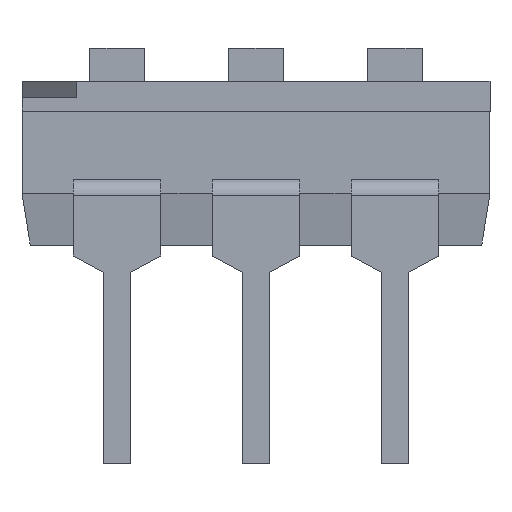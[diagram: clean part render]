
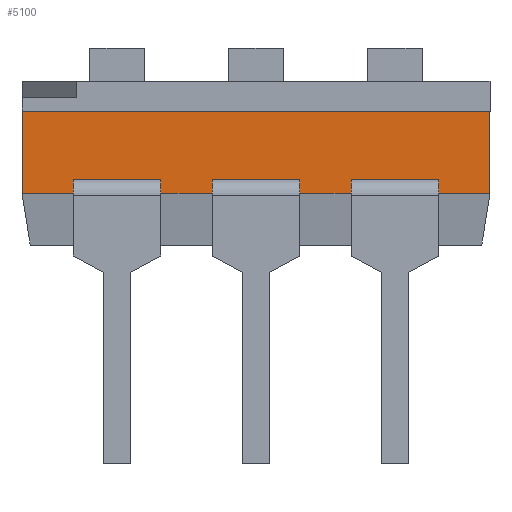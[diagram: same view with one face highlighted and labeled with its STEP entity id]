
A CAD part, front view. The second image highlights one B-rep face of the part: STEP entity #5100.
In plain terms, the highlighted planar face has unit normal (0, -1, 0).
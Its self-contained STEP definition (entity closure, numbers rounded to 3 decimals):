
#231=LINE('',#7826,#843);
#232=LINE('',#7829,#844);
#233=LINE('',#7831,#845);
#234=LINE('',#7833,#846);
#235=LINE('',#7835,#847);
#236=LINE('',#7837,#848);
#237=LINE('',#7838,#849);
#238=LINE('',#7840,#850);
#239=LINE('',#7842,#851);
#240=LINE('',#7844,#852);
#241=LINE('',#7846,#853);
#242=LINE('',#7848,#854);
#243=LINE('',#7850,#855);
#244=LINE('',#7852,#856);
#245=LINE('',#7854,#857);
#246=LINE('',#7856,#858);
#843=VECTOR('',#6478,1000.);
#844=VECTOR('',#6479,1000.);
#845=VECTOR('',#6480,1000.);
#846=VECTOR('',#6481,1000.);
#847=VECTOR('',#6482,1000.);
#848=VECTOR('',#6483,1000.);
#849=VECTOR('',#6484,1000.);
#850=VECTOR('',#6485,1000.);
#851=VECTOR('',#6486,1000.);
#852=VECTOR('',#6487,1000.);
#853=VECTOR('',#6488,1000.);
#854=VECTOR('',#6489,1000.);
#855=VECTOR('',#6490,1000.);
#856=VECTOR('',#6491,1000.);
#857=VECTOR('',#6492,1000.);
#858=VECTOR('',#6493,1000.);
#1458=ORIENTED_EDGE('',*,*,#2949,.T.);
#1459=ORIENTED_EDGE('',*,*,#2950,.T.);
#1460=ORIENTED_EDGE('',*,*,#2951,.T.);
#1461=ORIENTED_EDGE('',*,*,#2952,.F.);
#1462=ORIENTED_EDGE('',*,*,#2953,.F.);
#1463=ORIENTED_EDGE('',*,*,#2954,.T.);
#1464=ORIENTED_EDGE('',*,*,#2955,.T.);
#1465=ORIENTED_EDGE('',*,*,#2956,.F.);
#1466=ORIENTED_EDGE('',*,*,#2957,.T.);
#1467=ORIENTED_EDGE('',*,*,#2958,.T.);
#1468=ORIENTED_EDGE('',*,*,#2959,.T.);
#1469=ORIENTED_EDGE('',*,*,#2960,.F.);
#1470=ORIENTED_EDGE('',*,*,#2961,.T.);
#1471=ORIENTED_EDGE('',*,*,#2962,.T.);
#1472=ORIENTED_EDGE('',*,*,#2963,.T.);
#1473=ORIENTED_EDGE('',*,*,#2964,.F.);
#2949=EDGE_CURVE('',#3693,#3694,#231,.T.);
#2950=EDGE_CURVE('',#3694,#3695,#232,.T.);
#2951=EDGE_CURVE('',#3695,#3696,#233,.T.);
#2952=EDGE_CURVE('',#3697,#3696,#234,.T.);
#2953=EDGE_CURVE('',#3698,#3697,#235,.T.);
#2954=EDGE_CURVE('',#3698,#3664,#236,.T.);
#2955=EDGE_CURVE('',#3664,#3699,#237,.T.);
#2956=EDGE_CURVE('',#3700,#3699,#238,.T.);
#2957=EDGE_CURVE('',#3700,#3701,#239,.T.);
#2958=EDGE_CURVE('',#3701,#3702,#240,.T.);
#2959=EDGE_CURVE('',#3702,#3703,#241,.T.);
#2960=EDGE_CURVE('',#3704,#3703,#242,.T.);
#2961=EDGE_CURVE('',#3704,#3705,#243,.T.);
#2962=EDGE_CURVE('',#3705,#3706,#244,.T.);
#2963=EDGE_CURVE('',#3706,#3707,#245,.T.);
#2964=EDGE_CURVE('',#3693,#3707,#246,.T.);
#3664=VERTEX_POINT('',#7763);
#3693=VERTEX_POINT('',#7827);
#3694=VERTEX_POINT('',#7828);
#3695=VERTEX_POINT('',#7830);
#3696=VERTEX_POINT('',#7832);
#3697=VERTEX_POINT('',#7834);
#3698=VERTEX_POINT('',#7836);
#3699=VERTEX_POINT('',#7839);
#3700=VERTEX_POINT('',#7841);
#3701=VERTEX_POINT('',#7843);
#3702=VERTEX_POINT('',#7845);
#3703=VERTEX_POINT('',#7847);
#3704=VERTEX_POINT('',#7849);
#3705=VERTEX_POINT('',#7851);
#3706=VERTEX_POINT('',#7853);
#3707=VERTEX_POINT('',#7855);
#4218=EDGE_LOOP('',(#1458,#1459,#1460,#1461,#1462,#1463,#1464,#1465,#1466,
#1467,#1468,#1469,#1470,#1471,#1472,#1473));
#4540=FACE_BOUND('',#4218,.T.);
#4861=PLANE('',#6073);
#5100=ADVANCED_FACE('',(#4540),#4861,.F.);
#6073=AXIS2_PLACEMENT_3D('',#7825,#6476,#6477);
#6476=DIRECTION('',(0.,1.,0.));
#6477=DIRECTION('',(0.,0.,1.));
#6478=DIRECTION('',(1.,0.,0.));
#6479=DIRECTION('',(0.,0.,-1.));
#6480=DIRECTION('',(1.,0.,0.));
#6481=DIRECTION('',(0.,0.,-1.));
#6482=DIRECTION('',(1.,0.,0.));
#6483=DIRECTION('',(0.,0.,-1.));
#6484=DIRECTION('',(1.,0.,0.));
#6485=DIRECTION('',(0.,0.,-1.));
#6486=DIRECTION('',(1.,0.,0.));
#6487=DIRECTION('',(0.,0.,-1.));
#6488=DIRECTION('',(1.,0.,0.));
#6489=DIRECTION('',(0.,0.,-1.));
#6490=DIRECTION('',(1.,0.,0.));
#6491=DIRECTION('',(0.,0.,-1.));
#6492=DIRECTION('',(1.,0.,0.));
#6493=DIRECTION('',(0.,0.,-1.));
#7763=CARTESIAN_POINT('',(-4.28,-3.1,0.));
#7825=CARTESIAN_POINT('',(-4.28,-3.1,1.5));
#7826=CARTESIAN_POINT('',(1.89,-3.1,0.25));
#7827=CARTESIAN_POINT('',(1.74,-3.1,0.25));
#7828=CARTESIAN_POINT('',(3.34,-3.1,0.25));
#7829=CARTESIAN_POINT('',(3.34,-3.1,0.25));
#7830=CARTESIAN_POINT('',(3.34,-3.1,0.));
#7831=CARTESIAN_POINT('',(-4.28,-3.1,0.));
#7832=CARTESIAN_POINT('',(4.28,-3.1,0.));
#7833=CARTESIAN_POINT('',(4.28,-3.1,1.5));
#7834=CARTESIAN_POINT('',(4.28,-3.1,1.5));
#7835=CARTESIAN_POINT('',(-4.28,-3.1,1.5));
#7836=CARTESIAN_POINT('',(-4.28,-3.1,1.5));
#7837=CARTESIAN_POINT('',(-4.28,-3.1,1.5));
#7838=CARTESIAN_POINT('',(-4.28,-3.1,0.));
#7839=CARTESIAN_POINT('',(-3.34,-3.1,0.));
#7840=CARTESIAN_POINT('',(-3.34,-3.1,0.25));
#7841=CARTESIAN_POINT('',(-3.34,-3.1,0.25));
#7842=CARTESIAN_POINT('',(-3.19,-3.1,0.25));
#7843=CARTESIAN_POINT('',(-1.74,-3.1,0.25));
#7844=CARTESIAN_POINT('',(-1.74,-3.1,0.25));
#7845=CARTESIAN_POINT('',(-1.74,-3.1,0.));
#7846=CARTESIAN_POINT('',(-4.28,-3.1,0.));
#7847=CARTESIAN_POINT('',(-0.8,-3.1,0.));
#7848=CARTESIAN_POINT('',(-0.8,-3.1,0.25));
#7849=CARTESIAN_POINT('',(-0.8,-3.1,0.25));
#7850=CARTESIAN_POINT('',(-0.65,-3.1,0.25));
#7851=CARTESIAN_POINT('',(0.8,-3.1,0.25));
#7852=CARTESIAN_POINT('',(0.8,-3.1,0.25));
#7853=CARTESIAN_POINT('',(0.8,-3.1,0.));
#7854=CARTESIAN_POINT('',(-4.28,-3.1,0.));
#7855=CARTESIAN_POINT('',(1.74,-3.1,0.));
#7856=CARTESIAN_POINT('',(1.74,-3.1,0.25));
